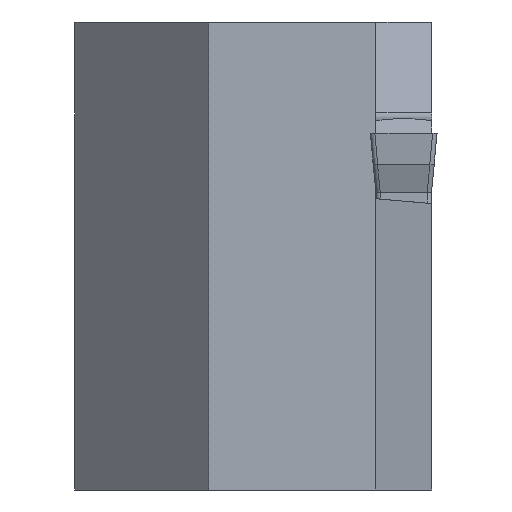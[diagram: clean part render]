
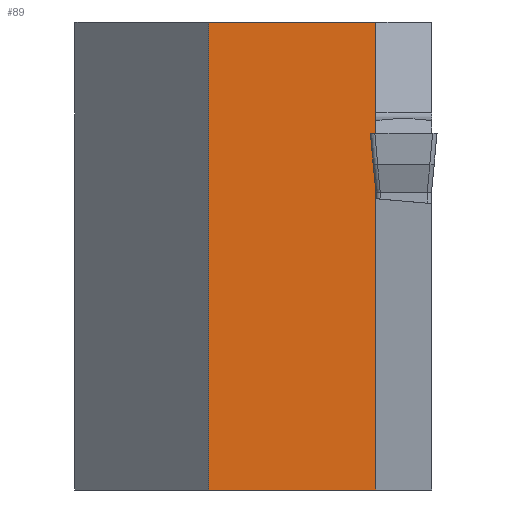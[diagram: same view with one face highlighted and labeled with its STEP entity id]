
A CAD part, left-side view. The second image highlights one B-rep face of the part: STEP entity #89.
In plain terms, the highlighted planar face has unit normal (-1, 0, 0).
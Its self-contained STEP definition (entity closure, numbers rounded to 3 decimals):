
#89=ADVANCED_FACE('',(#189),#146,.T.);
#146=PLANE('',#1096);
#189=FACE_OUTER_BOUND('',#246,.T.);
#246=EDGE_LOOP('',(#331,#332,#333,#334,#335,#336,#337,#338));
#331=ORIENTED_EDGE('',*,*,#731,.F.);
#332=ORIENTED_EDGE('',*,*,#726,.T.);
#333=ORIENTED_EDGE('',*,*,#732,.F.);
#334=ORIENTED_EDGE('',*,*,#733,.T.);
#335=ORIENTED_EDGE('',*,*,#734,.T.);
#336=ORIENTED_EDGE('',*,*,#723,.T.);
#337=ORIENTED_EDGE('',*,*,#735,.T.);
#338=ORIENTED_EDGE('',*,*,#708,.T.);
#610=VERTEX_POINT('',#1476);
#611=VERTEX_POINT('',#1477);
#625=VERTEX_POINT('',#1506);
#626=VERTEX_POINT('',#1508);
#628=VERTEX_POINT('',#1514);
#629=VERTEX_POINT('',#1515);
#633=VERTEX_POINT('',#1526);
#634=VERTEX_POINT('',#1528);
#708=EDGE_CURVE('',#610,#611,#859,.T.);
#723=EDGE_CURVE('',#626,#625,#872,.T.);
#726=EDGE_CURVE('',#628,#629,#875,.T.);
#731=EDGE_CURVE('',#628,#611,#879,.T.);
#732=EDGE_CURVE('',#633,#629,#880,.T.);
#733=EDGE_CURVE('',#633,#634,#881,.T.);
#734=EDGE_CURVE('',#634,#626,#882,.T.);
#735=EDGE_CURVE('',#625,#610,#883,.T.);
#859=LINE('',#1475,#974);
#872=LINE('',#1507,#987);
#875=LINE('',#1513,#990);
#879=LINE('',#1524,#994);
#880=LINE('',#1525,#995);
#881=LINE('',#1527,#996);
#882=LINE('',#1529,#997);
#883=LINE('',#1530,#998);
#974=VECTOR('',#1181,1.);
#987=VECTOR('',#1200,1.);
#990=VECTOR('',#1205,1.);
#994=VECTOR('',#1213,1.);
#995=VECTOR('',#1214,1.);
#996=VECTOR('',#1215,1.);
#997=VECTOR('',#1216,1.);
#998=VECTOR('',#1217,1.);
#1096=AXIS2_PLACEMENT_3D('',#1531,#1218,#1219);
#1181=DIRECTION('',(0.,0.,1.));
#1200=DIRECTION('',(0.,0.,1.));
#1205=DIRECTION('',(0.,0.,1.));
#1213=DIRECTION('',(0.,-1.,0.));
#1214=DIRECTION('',(0.,-1.,0.));
#1215=DIRECTION('',(0.,0.,-1.));
#1216=DIRECTION('',(0.,-1.,0.));
#1217=DIRECTION('',(0.,-1.,0.));
#1218=DIRECTION('',(-1.,0.,0.));
#1219=DIRECTION('',(0.,0.,1.));
#1475=CARTESIAN_POINT('',(26.,0.,165.659));
#1476=CARTESIAN_POINT('',(26.,0.,0.));
#1477=CARTESIAN_POINT('',(26.,0.,0.559));
#1506=CARTESIAN_POINT('',(26.,5.,0.));
#1507=CARTESIAN_POINT('',(26.,5.,10.));
#1508=CARTESIAN_POINT('',(26.,5.,-32.));
#1513=CARTESIAN_POINT('',(26.,5.,10.));
#1514=CARTESIAN_POINT('',(26.,5.,0.559));
#1515=CARTESIAN_POINT('',(26.,5.,10.));
#1524=CARTESIAN_POINT('',(26.,35.,0.559));
#1525=CARTESIAN_POINT('',(26.,35.,10.));
#1526=CARTESIAN_POINT('',(26.,20.,10.));
#1527=CARTESIAN_POINT('',(26.,20.,70.));
#1528=CARTESIAN_POINT('',(26.,20.,-32.));
#1529=CARTESIAN_POINT('',(26.,35.,-32.));
#1530=CARTESIAN_POINT('',(26.,56.7,0.));
#1531=CARTESIAN_POINT('',(26.,35.,10.));
